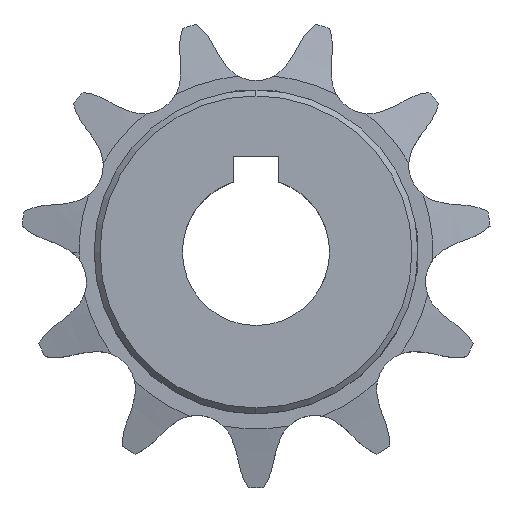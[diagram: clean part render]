
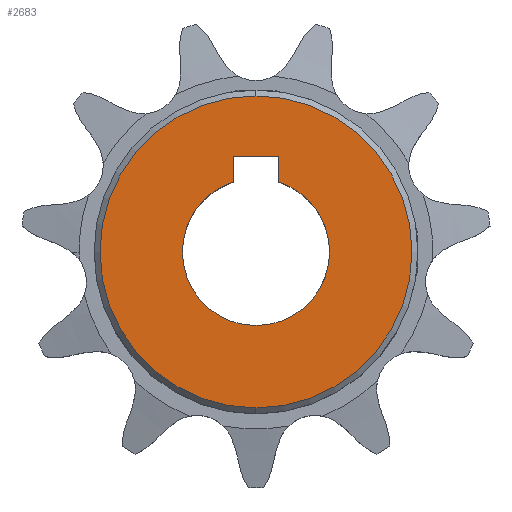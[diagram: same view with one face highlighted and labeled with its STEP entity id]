
A CAD part, top view. The second image highlights one B-rep face of the part: STEP entity #2683.
In plain terms, the highlighted planar face has unit normal (0, 0, 1).
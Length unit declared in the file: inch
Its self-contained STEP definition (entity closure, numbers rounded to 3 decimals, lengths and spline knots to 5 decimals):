
#2683 = ADVANCED_FACE ( 'NONE', ( #16913, #16918 ), #18873, .T. ) ;
#6395 = VERTEX_POINT ( 'NONE', #18992 ) ;
#6412 = VERTEX_POINT ( 'NONE', #19009 ) ;
#6653 = CARTESIAN_POINT ( 'NONE',  ( 0.09375, 0.40625, 0.733 ) ) ;
#6667 = CARTESIAN_POINT ( 'NONE',  ( -0.09375, 0.40625, 0.733 ) ) ;
#6684 = CARTESIAN_POINT ( 'NONE',  ( 0.09375, 0.29811, 0.733 ) ) ;
#6724 = CARTESIAN_POINT ( 'NONE',  ( 0., 0., 0.733 ) ) ;
#6739 = DIRECTION ( 'NONE',  ( 0., 0., 1. ) ) ;
#6740 = DIRECTION ( 'NONE',  ( 1., 0., 0. ) ) ;
#6887 = CARTESIAN_POINT ( 'NONE',  ( 0.09375, 0.40625, 0.733 ) ) ;
#6888 = DIRECTION ( 'NONE',  ( 0., -1., 0. ) ) ;
#6899 = CARTESIAN_POINT ( 'NONE',  ( -0.09375, 0.40625, 0.733 ) ) ;
#6900 = DIRECTION ( 'NONE',  ( 1., 0., 0. ) ) ;
#6998 = CARTESIAN_POINT ( 'NONE',  ( 0., 0., 0.733 ) ) ;
#6999 = DIRECTION ( 'NONE',  ( 0., 0., -1. ) ) ;
#7000 = DIRECTION ( 'NONE',  ( 0., 1., 0. ) ) ;
#7321 = CARTESIAN_POINT ( 'NONE',  ( 0., 0., 0.733 ) ) ;
#7338 = DIRECTION ( 'NONE',  ( 0., 0., 1. ) ) ;
#7339 = DIRECTION ( 'NONE',  ( 1., 0., 0. ) ) ;
#7375 = CARTESIAN_POINT ( 'NONE',  ( 0., 0., 0.733 ) ) ;
#7377 = DIRECTION ( 'NONE',  ( 0., 0., 1. ) ) ;
#7378 = DIRECTION ( 'NONE',  ( 1., 0., 0. ) ) ;
#7380 = CARTESIAN_POINT ( 'NONE',  ( 0.3125, 0., 0.733 ) ) ;
#7384 = CARTESIAN_POINT ( 'NONE',  ( -0.09375, 0.29811, 0.733 ) ) ;
#7393 = CARTESIAN_POINT ( 'NONE',  ( -0.3125, 0., 0.733 ) ) ;
#8416 = AXIS2_PLACEMENT_3D ( 'NONE', #18876, #18884, #18885 ) ;
#8452 = AXIS2_PLACEMENT_3D ( 'NONE', #6724, #6739, #6740 ) ;
#8459 = AXIS2_PLACEMENT_3D ( 'NONE', #6998, #6999, #7000 ) ;
#8551 = AXIS2_PLACEMENT_3D ( 'NONE', #20686, #20688, #20689 ) ;
#8561 = AXIS2_PLACEMENT_3D ( 'NONE', #7321, #7338, #7339 ) ;
#8565 = AXIS2_PLACEMENT_3D ( 'NONE', #7375, #7377, #7378 ) ;
#9363 = ORIENTED_EDGE ( 'NONE', *, *, #11714, .T. ) ;
#9377 = ORIENTED_EDGE ( 'NONE', *, *, #15200, .T. ) ;
#9542 = ORIENTED_EDGE ( 'NONE', *, *, #11710, .T. ) ;
#9590 = EDGE_LOOP ( 'NONE', ( #9377, #9363, #9542, #14660, #15006, #14914 ) ) ;
#9770 = EDGE_LOOP ( 'NONE', ( #14680, #14784 ) ) ;
#11277 = VECTOR ( 'NONE', #20968, 39.37008 ) ;
#11292 = LINE ( 'NONE', #20967, #11277 ) ;
#11540 = VERTEX_POINT ( 'NONE', #6653 ) ;
#11554 = VERTEX_POINT ( 'NONE', #6667 ) ;
#11571 = VERTEX_POINT ( 'NONE', #6684 ) ;
#11685 = EDGE_CURVE ( 'NONE', #20183, #11571, #17018, .T. ) ;
#11710 = EDGE_CURVE ( 'NONE', #11540, #11571, #16957, .T. ) ;
#11714 = EDGE_CURVE ( 'NONE', #11554, #11540, #16980, .T. ) ;
#11741 = EDGE_CURVE ( 'NONE', #6395, #6412, #12322, .T. ) ;
#12211 = EDGE_CURVE ( 'NONE', #6412, #6395, #12344, .T. ) ;
#12322 = CIRCLE ( 'NONE', #8459, 0.6625 ) ;
#12344 = CIRCLE ( 'NONE', #8551, 0.6625 ) ;
#14660 = ORIENTED_EDGE ( 'NONE', *, *, #11685, .F. ) ;
#14680 = ORIENTED_EDGE ( 'NONE', *, *, #12211, .F. ) ;
#14784 = ORIENTED_EDGE ( 'NONE', *, *, #11741, .F. ) ;
#14914 = ORIENTED_EDGE ( 'NONE', *, *, #15353, .F. ) ;
#15006 = ORIENTED_EDGE ( 'NONE', *, *, #15334, .F. ) ;
#15147 = CIRCLE ( 'NONE', #8565, 0.3125 ) ;
#15169 = CIRCLE ( 'NONE', #8561, 0.3125 ) ;
#15200 = EDGE_CURVE ( 'NONE', #20123, #11554, #11292, .T. ) ;
#15334 = EDGE_CURVE ( 'NONE', #20184, #20183, #15169, .T. ) ;
#15353 = EDGE_CURVE ( 'NONE', #20123, #20184, #15147, .T. ) ;
#16913 = FACE_BOUND ( 'NONE', #9590, .T. ) ;
#16918 = FACE_OUTER_BOUND ( 'NONE', #9770, .T. ) ;
#16957 = LINE ( 'NONE', #6887, #16982 ) ;
#16980 = LINE ( 'NONE', #6899, #17008 ) ;
#16982 = VECTOR ( 'NONE', #6888, 39.37008 ) ;
#17008 = VECTOR ( 'NONE', #6900, 39.37008 ) ;
#17018 = CIRCLE ( 'NONE', #8452, 0.3125 ) ;
#18873 = PLANE ( 'NONE',  #8416 ) ;
#18876 = CARTESIAN_POINT ( 'NONE',  ( 0., 0., 0.733 ) ) ;
#18884 = DIRECTION ( 'NONE',  ( 0., 0., 1. ) ) ;
#18885 = DIRECTION ( 'NONE',  ( 1., 0., 0. ) ) ;
#18992 = CARTESIAN_POINT ( 'NONE',  ( 0., -0.6625, 0.733 ) ) ;
#19009 = CARTESIAN_POINT ( 'NONE',  ( 0., 0.6625, 0.733 ) ) ;
#20123 = VERTEX_POINT ( 'NONE', #7384 ) ;
#20183 = VERTEX_POINT ( 'NONE', #7380 ) ;
#20184 = VERTEX_POINT ( 'NONE', #7393 ) ;
#20686 = CARTESIAN_POINT ( 'NONE',  ( 0., 0., 0.733 ) ) ;
#20688 = DIRECTION ( 'NONE',  ( 0., 0., -1. ) ) ;
#20689 = DIRECTION ( 'NONE',  ( 0., 1., 0. ) ) ;
#20967 = CARTESIAN_POINT ( 'NONE',  ( -0.09375, 0.40625, 0.733 ) ) ;
#20968 = DIRECTION ( 'NONE',  ( 0., 1., 0. ) ) ;
